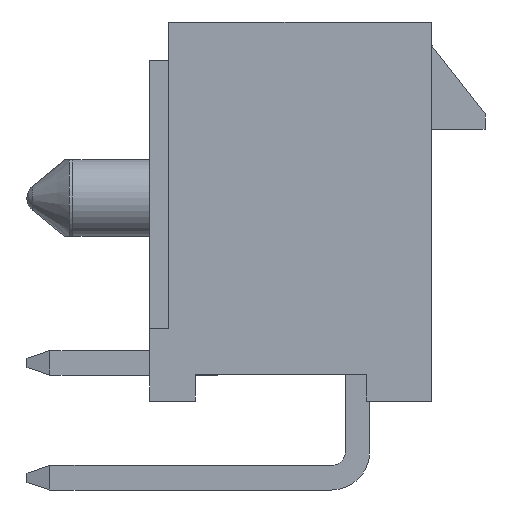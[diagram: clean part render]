
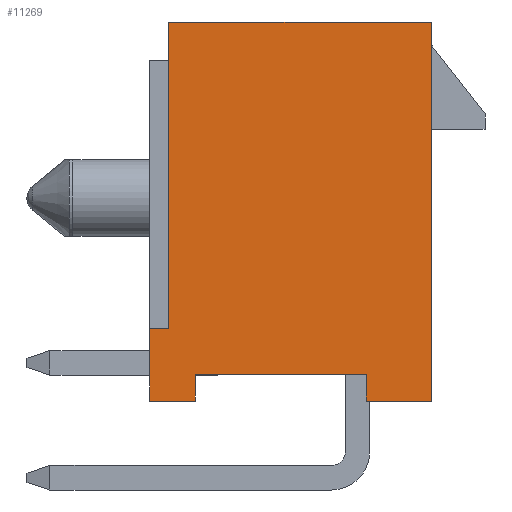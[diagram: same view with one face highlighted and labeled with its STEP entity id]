
A CAD part, left-side view. The second image highlights one B-rep face of the part: STEP entity #11269.
In plain terms, the highlighted planar face has unit normal (-1, 0, 0).
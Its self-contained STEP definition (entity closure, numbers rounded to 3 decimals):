
#1262=ORIENTED_EDGE('',*,*,#4445,.F.);
#1263=ORIENTED_EDGE('',*,*,#4446,.T.);
#1264=ORIENTED_EDGE('',*,*,#4199,.T.);
#1265=ORIENTED_EDGE('',*,*,#4100,.T.);
#1266=ORIENTED_EDGE('',*,*,#4093,.T.);
#1267=ORIENTED_EDGE('',*,*,#4435,.T.);
#1268=ORIENTED_EDGE('',*,*,#4311,.T.);
#1269=ORIENTED_EDGE('',*,*,#4447,.F.);
#1270=ORIENTED_EDGE('',*,*,#4448,.T.);
#1271=ORIENTED_EDGE('',*,*,#4288,.T.);
#4093=EDGE_CURVE('',#5678,#5677,#6798,.T.);
#4100=EDGE_CURVE('',#5684,#5678,#6805,.T.);
#4199=EDGE_CURVE('',#5770,#5684,#6895,.T.);
#4288=EDGE_CURVE('',#5847,#5846,#6975,.T.);
#4311=EDGE_CURVE('',#5862,#5861,#6998,.T.);
#4435=EDGE_CURVE('',#5677,#5862,#7122,.T.);
#4445=EDGE_CURVE('',#5981,#5846,#7132,.T.);
#4446=EDGE_CURVE('',#5981,#5770,#7133,.T.);
#4447=EDGE_CURVE('',#5982,#5861,#7134,.T.);
#4448=EDGE_CURVE('',#5982,#5847,#7135,.T.);
#5677=VERTEX_POINT('',#16363);
#5678=VERTEX_POINT('',#16365);
#5684=VERTEX_POINT('',#16379);
#5770=VERTEX_POINT('',#16578);
#5846=VERTEX_POINT('',#16760);
#5847=VERTEX_POINT('',#16762);
#5861=VERTEX_POINT('',#16799);
#5862=VERTEX_POINT('',#16801);
#5981=VERTEX_POINT('',#17057);
#5982=VERTEX_POINT('',#17060);
#6798=LINE('',#16364,#8327);
#6805=LINE('',#16378,#8334);
#6895=LINE('',#16581,#8424);
#6975=LINE('',#16761,#8504);
#6998=LINE('',#16800,#8527);
#7122=LINE('',#17043,#8651);
#7132=LINE('',#17056,#8661);
#7133=LINE('',#17058,#8662);
#7134=LINE('',#17059,#8663);
#7135=LINE('',#17061,#8664);
#8327=VECTOR('',#13163,1000.);
#8334=VECTOR('',#13172,1000.);
#8424=VECTOR('',#13296,1000.);
#8504=VECTOR('',#13410,1000.);
#8527=VECTOR('',#13435,1000.);
#8651=VECTOR('',#13561,1000.);
#8661=VECTOR('',#13575,1000.);
#8662=VECTOR('',#13576,1000.);
#8663=VECTOR('',#13577,1000.);
#8664=VECTOR('',#13578,1000.);
#9578=EDGE_LOOP('',(#1262,#1263,#1264,#1265,#1266,#1267,#1268,#1269,#1270,
#1271));
#10189=FACE_BOUND('',#9578,.T.);
#10767=PLANE('',#11925);
#11269=ADVANCED_FACE('',(#10189),#10767,.T.);
#11925=AXIS2_PLACEMENT_3D('',#17055,#13573,#13574);
#13163=DIRECTION('',(0.,0.,1.));
#13172=DIRECTION('',(0.,-1.,0.));
#13296=DIRECTION('',(0.,0.,-1.));
#13410=DIRECTION('',(0.,-1.,0.));
#13435=DIRECTION('',(0.,0.,-1.));
#13561=DIRECTION('',(0.,1.,0.));
#13573=DIRECTION('',(-1.,0.,0.));
#13574=DIRECTION('',(0.,0.,1.));
#13575=DIRECTION('',(0.,0.,-1.));
#13576=DIRECTION('',(0.,-1.,0.));
#13577=DIRECTION('',(0.,-1.,0.));
#13578=DIRECTION('',(0.,0.,-1.));
#16363=CARTESIAN_POINT('',(-19.85,-3.43,4.95));
#16364=CARTESIAN_POINT('',(-19.85,-3.43,-4.95));
#16365=CARTESIAN_POINT('',(-19.85,-3.43,-4.95));
#16378=CARTESIAN_POINT('',(-19.85,3.43,-4.95));
#16379=CARTESIAN_POINT('',(-19.85,-1.73,-4.95));
#16578=CARTESIAN_POINT('',(-19.85,-1.73,-4.25));
#16581=CARTESIAN_POINT('',(-19.85,-1.73,-3.95));
#16760=CARTESIAN_POINT('',(-19.85,2.73,-4.95));
#16761=CARTESIAN_POINT('',(-19.85,3.43,-4.95));
#16762=CARTESIAN_POINT('',(-19.85,3.93,-4.95));
#16799=CARTESIAN_POINT('',(-19.85,3.43,-3.05));
#16800=CARTESIAN_POINT('',(-19.85,3.43,4.95));
#16801=CARTESIAN_POINT('',(-19.85,3.43,4.95));
#17043=CARTESIAN_POINT('',(-19.85,-3.43,4.95));
#17055=CARTESIAN_POINT('',(-19.85,0.,0.));
#17056=CARTESIAN_POINT('',(-19.85,2.73,-3.95));
#17057=CARTESIAN_POINT('',(-19.85,2.73,-4.25));
#17058=CARTESIAN_POINT('',(-19.85,2.73,-4.25));
#17059=CARTESIAN_POINT('',(-19.85,3.93,-3.05));
#17060=CARTESIAN_POINT('',(-19.85,3.93,-3.05));
#17061=CARTESIAN_POINT('',(-19.85,3.93,-3.05));
